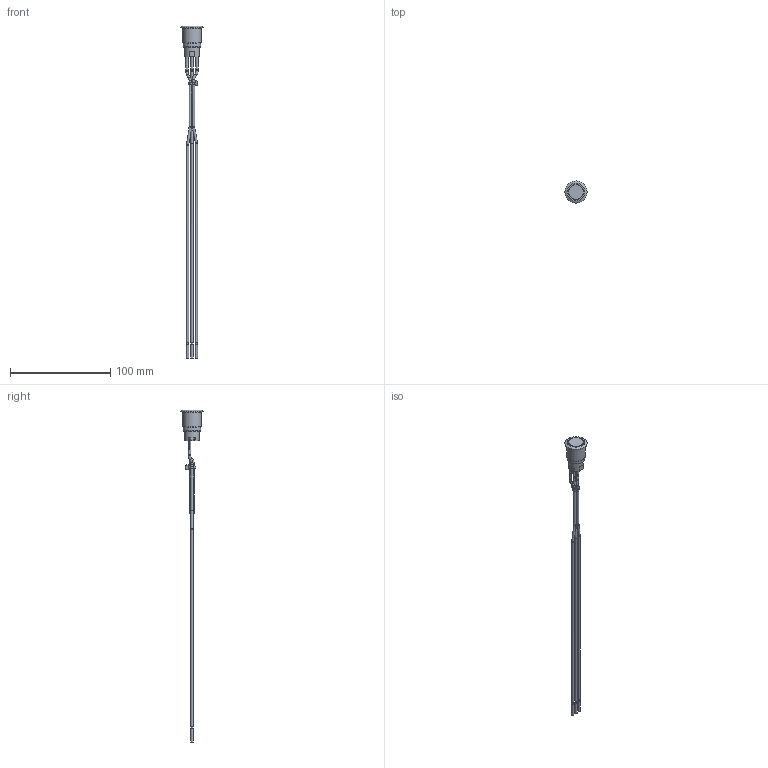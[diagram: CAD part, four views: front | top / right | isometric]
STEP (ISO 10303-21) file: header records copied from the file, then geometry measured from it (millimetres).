
FILE_DESCRIPTION(/* description */ (''),/* implementation_level */ '2;1');
FILE_NAME(/* name */ 'PV4FWB0xx.stp',/* time_stamp */ '2025-12-22T18:32:27-06:00',/* author */ ('jmeyers'),/* organization */ (''),/* preprocessor_version */ 'ST-DEVELOPER v18.1',/* originating_system */ 'Autodesk Inventor 2022',/* authorisation */ '');
FILE_SCHEMA (('AUTOMOTIVE_DESIGN { 1 0 10303 214 3 1 1 }'));
Length unit declared in the file: inch
Products named in the file (1): Part105
Bounding box: 22 x 22 x 330.7 mm (x, y, z)
Volume: 8019.1 mm3; surface area: 10331.2 mm2
Topology: 1 solids, 2 shells, 369 faces, 977 edges, 627 vertices
Faces by surface type: plane 213, cylinder 84, bspline 31, torus 19, cone 14, sphere 8
Full cylindrical faces by diameter (mm): 1.5 x3, 2.2 x18, 2.4 x3, 14.5 x1, 14.9 x1, 15 x1, 15.3 x2, 17.5 x2, 18.9 x1, 22 x1
Entity records: 11925 total; most frequent: CARTESIAN_POINT 2645, ORIENTED_EDGE 1954, DIRECTION 1886, EDGE_CURVE 977, AXIS2_PLACEMENT_3D 638, VERTEX_POINT 627, LINE 610, VECTOR 610
